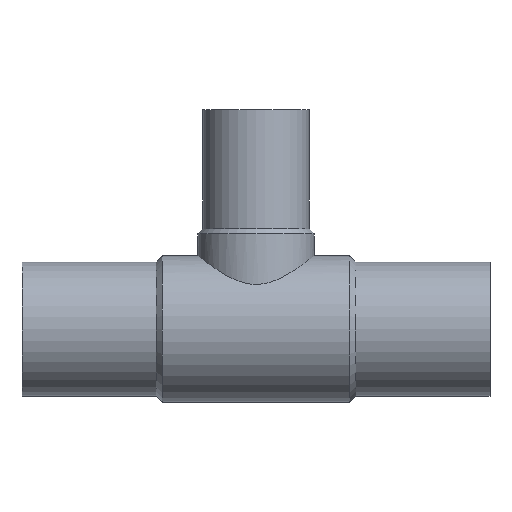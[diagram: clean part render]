
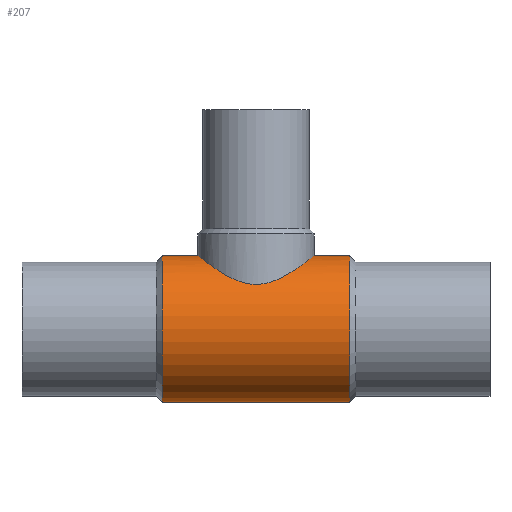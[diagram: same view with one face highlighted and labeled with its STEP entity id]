
A CAD part, top view. The second image highlights one B-rep face of the part: STEP entity #207.
In plain terms, the highlighted cylindrical face has radius 34.4 mm (diameter 68.8 mm), a partial arc.
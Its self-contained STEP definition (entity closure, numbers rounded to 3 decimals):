
#169 = VERTEX_POINT( '', #398 );
#173 = VERTEX_POINT( '', #403 );
#177 = VERTEX_POINT( '', #407 );
#181 = VERTEX_POINT( '', #411 );
#207 = ADVANCED_FACE( '', ( #444 ), #445, .T. );
#213 = VERTEX_POINT( '', #451 );
#237 = EDGE_CURVE( '', #169, #177, #479, .T. );
#257 = VERTEX_POINT( '', #503 );
#273 = EDGE_CURVE( '', #169, #173, #520, .T. );
#281 = EDGE_CURVE( '', #213, #257, #529, .T. );
#319 = EDGE_CURVE( '', #257, #177, #570, .T. );
#323 = EDGE_CURVE( '', #173, #181, #574, .T. );
#335 = EDGE_CURVE( '', #181, #213, #588, .T. );
#398 = CARTESIAN_POINT( '', ( -154.1, -34.4, 0. ) );
#403 = CARTESIAN_POINT( '', ( -65.9, -34.4, 0. ) );
#407 = CARTESIAN_POINT( '', ( -154.1, 34.4, 0. ) );
#411 = CARTESIAN_POINT( '', ( -65.9, 34.4, 0. ) );
#444 = FACE_OUTER_BOUND( '', #814, .T. );
#445 = CYLINDRICAL_SURFACE( '', #815, 34.4 );
#451 = CARTESIAN_POINT( '', ( -82.7, 34.4, 0. ) );
#479 = CIRCLE( '', #858, 34.4 );
#503 = CARTESIAN_POINT( '', ( -137.3, 34.4, 0. ) );
#520 = LINE( '', #965, #966 );
#529 = B_SPLINE_CURVE_WITH_KNOTS( '', 3, ( #978, #979, #980, #981, #982, #983, #984, #985, #986, #987, #988, #989, #990, #991, #992, #993, #994, #995, #996, #997, #998, #999, #1000, #1001, #1002, #1003, #1004, #1005, #1006, #1007, #1008, #1009, #1010, #1011, #1012, #1013, #1014, #1015, #1016, #1017, #1018, #1019, #1020, #1021, #1022, #1023, #1024, #1025, #1026, #1027, #1028, #1029, #1030, #1031, #1032, #1033, #1034, #1035 ), .UNSPECIFIED., .F., .F., ( 4, 2, 2, 2, 2, 2, 2, 2, 2, 2, 2, 2, 2, 2, 2, 2, 2, 2, 2, 2, 2, 2, 2, 2, 2, 2, 2, 2, 4 ), ( 44.012, 46.721, 49.431, 52.14, 54.85, 57.559, 60.269, 62.978, 65.687, 68.479, 71.272, 76.856, 82.44, 85.232, 88.024, 90.816, 93.608, 99.192, 104.776, 107.568, 110.36, 113.069, 115.779, 118.488, 121.198, 123.907, 126.616, 129.326, 132.035 ), .UNSPECIFIED. );
#570 = LINE( '', #1092, #1093 );
#574 = CIRCLE( '', #1099, 34.4 );
#588 = LINE( '', #1114, #1115 );
#814 = EDGE_LOOP( '', ( #1223, #1224, #1225, #1226, #1227, #1228 ) );
#815 = AXIS2_PLACEMENT_3D( '', #1229, #1230, #1231 );
#858 = AXIS2_PLACEMENT_3D( '', #1271, #1272, #1273 );
#965 = CARTESIAN_POINT( '', ( -110., -34.4, 0. ) );
#966 = VECTOR( '', #1313, 1. );
#978 = CARTESIAN_POINT( '', ( -82.7, 34.4, 0. ) );
#979 = CARTESIAN_POINT( '', ( -82.7, 34.4, 0.903 ) );
#980 = CARTESIAN_POINT( '', ( -82.745, 34.364, 1.815 ) );
#981 = CARTESIAN_POINT( '', ( -82.928, 34.219, 3.639 ) );
#982 = CARTESIAN_POINT( '', ( -83.066, 34.11, 4.55 ) );
#983 = CARTESIAN_POINT( '', ( -83.434, 33.82, 6.355 ) );
#984 = CARTESIAN_POINT( '', ( -83.664, 33.64, 7.249 ) );
#985 = CARTESIAN_POINT( '', ( -84.211, 33.213, 9.002 ) );
#986 = CARTESIAN_POINT( '', ( -84.528, 32.968, 9.862 ) );
#987 = CARTESIAN_POINT( '', ( -85.24, 32.42, 11.535 ) );
#988 = CARTESIAN_POINT( '', ( -85.636, 32.118, 12.349 ) );
#989 = CARTESIAN_POINT( '', ( -86.497, 31.47, 13.918 ) );
#990 = CARTESIAN_POINT( '', ( -86.963, 31.124, 14.674 ) );
#991 = CARTESIAN_POINT( '', ( -87.95, 30.4, 16.119 ) );
#992 = CARTESIAN_POINT( '', ( -88.471, 30.023, 16.808 ) );
#993 = CARTESIAN_POINT( '', ( -89.557, 29.255, 18.113 ) );
#994 = CARTESIAN_POINT( '', ( -90.12, 28.863, 18.728 ) );
#995 = CARTESIAN_POINT( '', ( -91.289, 28.071, 19.897 ) );
#996 = CARTESIAN_POINT( '', ( -91.919, 27.654, 20.472 ) );
#997 = CARTESIAN_POINT( '', ( -93.243, 26.807, 21.569 ) );
#998 = CARTESIAN_POINT( '', ( -93.938, 26.377, 22.092 ) );
#999 = CARTESIAN_POINT( '', ( -96.109, 25.093, 23.566 ) );
#1000 = CARTESIAN_POINT( '', ( -97.671, 24.247, 24.423 ) );
#1001 = CARTESIAN_POINT( '', ( -100.968, 22.748, 25.825 ) );
#1002 = CARTESIAN_POINT( '', ( -102.705, 22.097, 26.371 ) );
#1003 = CARTESIAN_POINT( '', ( -105.393, 21.414, 26.924 ) );
#1004 = CARTESIAN_POINT( '', ( -106.303, 21.235, 27.064 ) );
#1005 = CARTESIAN_POINT( '', ( -108.141, 20.993, 27.252 ) );
#1006 = CARTESIAN_POINT( '', ( -109.069, 20.93, 27.3 ) );
#1007 = CARTESIAN_POINT( '', ( -110.931, 20.93, 27.3 ) );
#1008 = CARTESIAN_POINT( '', ( -111.859, 20.993, 27.252 ) );
#1009 = CARTESIAN_POINT( '', ( -113.697, 21.235, 27.064 ) );
#1010 = CARTESIAN_POINT( '', ( -114.607, 21.414, 26.924 ) );
#1011 = CARTESIAN_POINT( '', ( -117.295, 22.097, 26.371 ) );
#1012 = CARTESIAN_POINT( '', ( -119.032, 22.748, 25.825 ) );
#1013 = CARTESIAN_POINT( '', ( -122.329, 24.247, 24.423 ) );
#1014 = CARTESIAN_POINT( '', ( -123.891, 25.093, 23.566 ) );
#1015 = CARTESIAN_POINT( '', ( -126.062, 26.377, 22.092 ) );
#1016 = CARTESIAN_POINT( '', ( -126.757, 26.807, 21.569 ) );
#1017 = CARTESIAN_POINT( '', ( -128.081, 27.654, 20.472 ) );
#1018 = CARTESIAN_POINT( '', ( -128.711, 28.071, 19.897 ) );
#1019 = CARTESIAN_POINT( '', ( -129.88, 28.863, 18.728 ) );
#1020 = CARTESIAN_POINT( '', ( -130.443, 29.255, 18.113 ) );
#1021 = CARTESIAN_POINT( '', ( -131.529, 30.023, 16.808 ) );
#1022 = CARTESIAN_POINT( '', ( -132.05, 30.4, 16.119 ) );
#1023 = CARTESIAN_POINT( '', ( -133.037, 31.124, 14.674 ) );
#1024 = CARTESIAN_POINT( '', ( -133.503, 31.47, 13.918 ) );
#1025 = CARTESIAN_POINT( '', ( -134.364, 32.118, 12.349 ) );
#1026 = CARTESIAN_POINT( '', ( -134.76, 32.42, 11.535 ) );
#1027 = CARTESIAN_POINT( '', ( -135.472, 32.968, 9.862 ) );
#1028 = CARTESIAN_POINT( '', ( -135.789, 33.213, 9.002 ) );
#1029 = CARTESIAN_POINT( '', ( -136.336, 33.64, 7.249 ) );
#1030 = CARTESIAN_POINT( '', ( -136.566, 33.82, 6.355 ) );
#1031 = CARTESIAN_POINT( '', ( -136.934, 34.11, 4.55 ) );
#1032 = CARTESIAN_POINT( '', ( -137.072, 34.219, 3.639 ) );
#1033 = CARTESIAN_POINT( '', ( -137.255, 34.364, 1.815 ) );
#1034 = CARTESIAN_POINT( '', ( -137.3, 34.4, 0.903 ) );
#1035 = CARTESIAN_POINT( '', ( -137.3, 34.4, 0. ) );
#1092 = CARTESIAN_POINT( '', ( -110., 34.4, 0. ) );
#1093 = VECTOR( '', #1377, 1. );
#1099 = AXIS2_PLACEMENT_3D( '', #1381, #1382, #1383 );
#1114 = CARTESIAN_POINT( '', ( -110., 34.4, 0. ) );
#1115 = VECTOR( '', #1404, 1. );
#1223 = ORIENTED_EDGE( '', *, *, #335, .T. );
#1224 = ORIENTED_EDGE( '', *, *, #281, .T. );
#1225 = ORIENTED_EDGE( '', *, *, #319, .T. );
#1226 = ORIENTED_EDGE( '', *, *, #237, .F. );
#1227 = ORIENTED_EDGE( '', *, *, #273, .T. );
#1228 = ORIENTED_EDGE( '', *, *, #323, .T. );
#1229 = CARTESIAN_POINT( '', ( -110., 0., 0. ) );
#1230 = DIRECTION( '', ( 1., 0., 0. ) );
#1231 = DIRECTION( '', ( 0., 1., 0. ) );
#1271 = CARTESIAN_POINT( '', ( -154.1, 0., 0. ) );
#1272 = DIRECTION( '', ( -1., 0., 0. ) );
#1273 = DIRECTION( '', ( 0., 1., 0. ) );
#1313 = DIRECTION( '', ( 1., 0., 0. ) );
#1377 = DIRECTION( '', ( -1., 0., 0. ) );
#1381 = CARTESIAN_POINT( '', ( -65.9, 0., 0. ) );
#1382 = DIRECTION( '', ( -1., 0., 0. ) );
#1383 = DIRECTION( '', ( 0., 1., 0. ) );
#1404 = DIRECTION( '', ( -1., 0., 0. ) );
